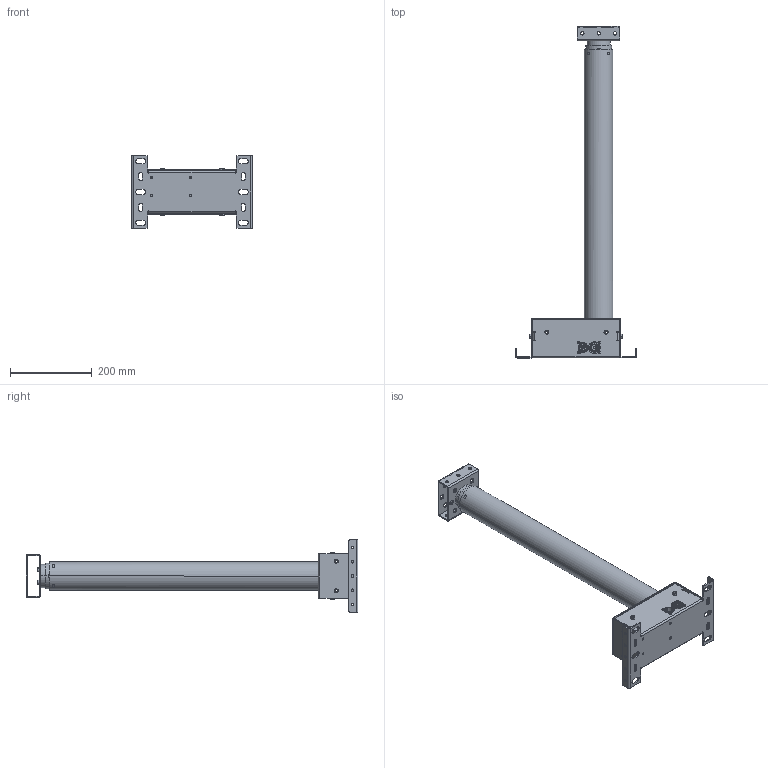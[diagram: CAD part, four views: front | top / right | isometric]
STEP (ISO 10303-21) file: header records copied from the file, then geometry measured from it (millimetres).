
FILE_DESCRIPTION (( 'STEP AP214' ), '1' );
FILE_NAME ('291.001.101_Lifting_Column_Contracted.STEP', '2019-04-26T06:19:09', ( '' ), ( '' ), 'SwSTEP 2.0', 'SolidWorks 2018', '' );
FILE_SCHEMA (( 'AUTOMOTIVE_DESIGN' ));
Length unit declared in the file: millimetre
Products named in the file (1): 291.001.101_Lifting_Column_Contracted
Bounding box: 296 x 812 x 178 mm (x, y, z)
Surface area: 432195.1 mm2 (no closed solid volume)
Topology: 0 solids, 67 shells, 571 faces, 2222 edges, 1661 vertices
Faces by surface type: cylinder 269, plane 257, torus 29, cone 8, sphere 8
Entity records: 30897 total; most frequent: CARTESIAN_POINT 5791, DIRECTION 4020, ORIENTED_EDGE 3365, EDGE_CURVE 2218, VERTEX_POINT 1661, AXIS2_PLACEMENT_3D 1436, VECTOR 1148, LINE 1148
